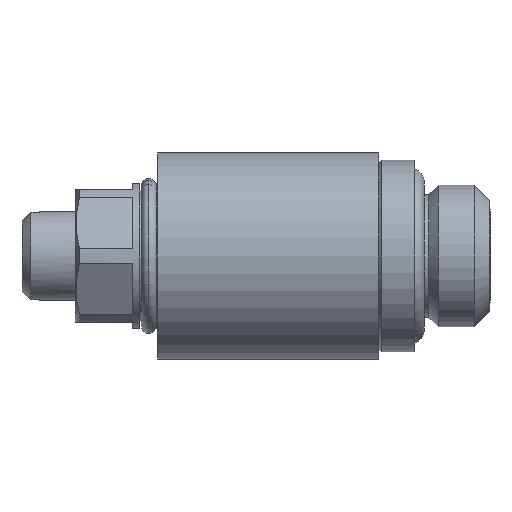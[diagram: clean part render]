
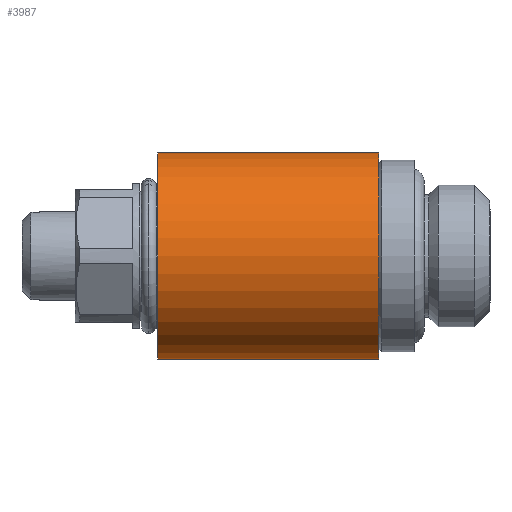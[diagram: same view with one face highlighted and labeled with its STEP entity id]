
A CAD part, left-side view. The second image highlights one B-rep face of the part: STEP entity #3987.
In plain terms, the highlighted cylindrical face has radius 7 mm (diameter 14 mm), a partial arc.
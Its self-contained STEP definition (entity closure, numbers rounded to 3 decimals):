
#440 = VERTEX_POINT ( 'NONE', #2530 ) ;
#441 = VERTEX_POINT ( 'NONE', #2529 ) ;
#448 = EDGE_CURVE ( 'NONE', #441, #451, #2461, .T. ) ;
#451 = VERTEX_POINT ( 'NONE', #2471 ) ;
#453 = EDGE_CURVE ( 'NONE', #461, #440, #2481, .T. ) ;
#461 = VERTEX_POINT ( 'NONE', #2528 ) ;
#798 = CIRCLE ( 'NONE', #799, 7. ) ;
#799 = AXIS2_PLACEMENT_3D ( 'NONE', #804, #810, #812 ) ;
#804 = CARTESIAN_POINT ( 'NONE',  ( 0., 22.9, 0. ) ) ;
#810 = DIRECTION ( 'NONE',  ( 0., 1., 0. ) ) ;
#812 = DIRECTION ( 'NONE',  ( 0., 0., 1. ) ) ;
#939 = DIRECTION ( 'NONE',  ( 0., 0., -1. ) ) ;
#940 = DIRECTION ( 'NONE',  ( 0., -1., 0. ) ) ;
#941 = AXIS2_PLACEMENT_3D ( 'NONE', #946, #940, #939 ) ;
#946 = CARTESIAN_POINT ( 'NONE',  ( 0., 7.9, 0. ) ) ;
#947 = CIRCLE ( 'NONE', #941, 7. ) ;
#2457 = VECTOR ( 'NONE', #2459, 1000. ) ;
#2459 = DIRECTION ( 'NONE',  ( 0., 1., 0. ) ) ;
#2460 = CARTESIAN_POINT ( 'NONE',  ( 0., 30.486, 7. ) ) ;
#2461 = LINE ( 'NONE', #2460, #2457 ) ;
#2471 = CARTESIAN_POINT ( 'NONE',  ( 0., 22.9, 7. ) ) ;
#2478 = DIRECTION ( 'NONE',  ( 0., 1., 0. ) ) ;
#2479 = VECTOR ( 'NONE', #2478, 1000. ) ;
#2480 = CARTESIAN_POINT ( 'NONE',  ( 0., 30.486, -7. ) ) ;
#2481 = LINE ( 'NONE', #2480, #2479 ) ;
#2528 = CARTESIAN_POINT ( 'NONE',  ( 0., 7.9, -7. ) ) ;
#2529 = CARTESIAN_POINT ( 'NONE',  ( 0., 7.9, 7. ) ) ;
#2530 = CARTESIAN_POINT ( 'NONE',  ( 0., 22.9, -7. ) ) ;
#3095 = DIRECTION ( 'NONE',  ( 0., 0., 1. ) ) ;
#3359 = FACE_OUTER_BOUND ( 'NONE', #3974, .T. ) ;
#3361 = CARTESIAN_POINT ( 'NONE',  ( 0., 30.486, 0. ) ) ;
#3362 = CYLINDRICAL_SURFACE ( 'NONE', #3382, 7. ) ;
#3381 = DIRECTION ( 'NONE',  ( 0., 1., 0. ) ) ;
#3382 = AXIS2_PLACEMENT_3D ( 'NONE', #3361, #3381, #3095 ) ;
#3870 = EDGE_CURVE ( 'NONE', #440, #451, #798, .T. ) ;
#3935 = EDGE_CURVE ( 'NONE', #441, #461, #947, .T. ) ;
#3967 = ORIENTED_EDGE ( 'NONE', *, *, #448, .T. ) ;
#3968 = ORIENTED_EDGE ( 'NONE', *, *, #3870, .F. ) ;
#3974 = EDGE_LOOP ( 'NONE', ( #3988, #3989, #3967, #3968 ) ) ;
#3987 = ADVANCED_FACE ( 'NONE', ( #3359 ), #3362, .T. ) ;
#3988 = ORIENTED_EDGE ( 'NONE', *, *, #453, .F. ) ;
#3989 = ORIENTED_EDGE ( 'NONE', *, *, #3935, .F. ) ;
